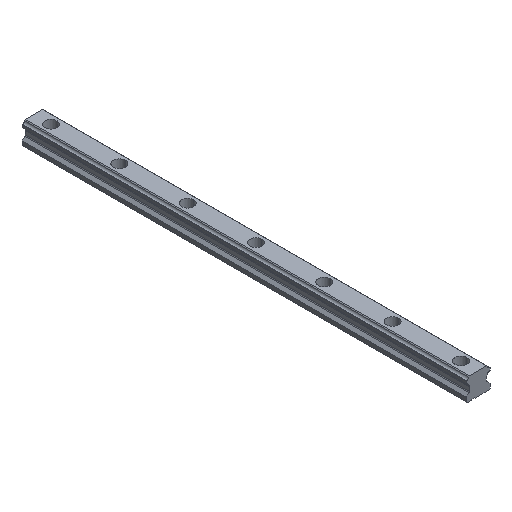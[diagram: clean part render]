
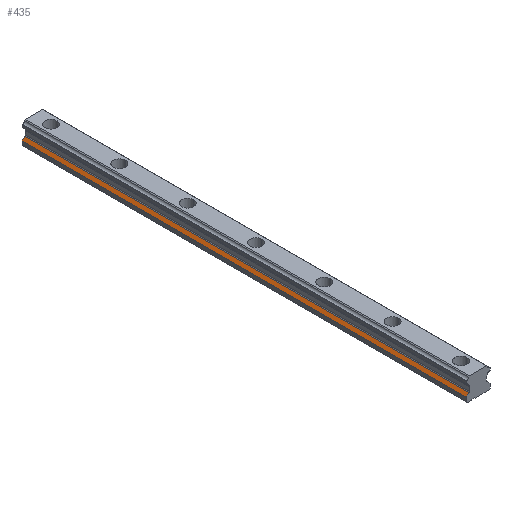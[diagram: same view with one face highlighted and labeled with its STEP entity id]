
A CAD part, isometric view. The second image highlights one B-rep face of the part: STEP entity #435.
In plain terms, the highlighted planar face has unit normal (-0.707, 0, 0.707).
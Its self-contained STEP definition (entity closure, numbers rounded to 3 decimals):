
#175 = CARTESIAN_POINT ( 'NONE',  ( -14., -260., 6. ) ) ;
#215 = CARTESIAN_POINT ( 'NONE',  ( -10.628, -260., 9.372 ) ) ;
#312 = EDGE_CURVE ( 'NONE', #2198, #458, #2185, .T. ) ;
#375 = DIRECTION ( 'NONE',  ( 0.707, 0., 0.707 ) ) ;
#435 = ADVANCED_FACE ( 'NONE', ( #778 ), #3273, .T. ) ;
#440 = LINE ( 'NONE', #673, #1647 ) ;
#458 = VERTEX_POINT ( 'NONE', #215 ) ;
#488 = VERTEX_POINT ( 'NONE', #1837 ) ;
#673 = CARTESIAN_POINT ( 'NONE',  ( -10.628, -260., 9.372 ) ) ;
#731 = VECTOR ( 'NONE', #2679, 1000. ) ;
#778 = FACE_OUTER_BOUND ( 'NONE', #3007, .T. ) ;
#900 = LINE ( 'NONE', #175, #2551 ) ;
#1015 = CARTESIAN_POINT ( 'NONE',  ( -10.628, 260., 9.372 ) ) ;
#1069 = EDGE_CURVE ( 'NONE', #488, #1599, #2474, .T. ) ;
#1199 = DIRECTION ( 'NONE',  ( 0., 1., 0. ) ) ;
#1273 = VECTOR ( 'NONE', #375, 1000. ) ;
#1395 = CARTESIAN_POINT ( 'NONE',  ( -14., 260., 6. ) ) ;
#1548 = CARTESIAN_POINT ( 'NONE',  ( -14., -260., 6. ) ) ;
#1556 = CARTESIAN_POINT ( 'NONE',  ( -14., -260., 6. ) ) ;
#1599 = VERTEX_POINT ( 'NONE', #1015 ) ;
#1647 = VECTOR ( 'NONE', #2001, 1000. ) ;
#1837 = CARTESIAN_POINT ( 'NONE',  ( -14., 260., 6. ) ) ;
#2001 = DIRECTION ( 'NONE',  ( 0., 1., 0. ) ) ;
#2043 = EDGE_CURVE ( 'NONE', #458, #1599, #440, .T. ) ;
#2185 = LINE ( 'NONE', #3194, #731 ) ;
#2198 = VERTEX_POINT ( 'NONE', #1556 ) ;
#2349 = ORIENTED_EDGE ( 'NONE', *, *, #2043, .T. ) ;
#2351 = ORIENTED_EDGE ( 'NONE', *, *, #312, .T. ) ;
#2474 = LINE ( 'NONE', #1395, #1273 ) ;
#2551 = VECTOR ( 'NONE', #1199, 1000. ) ;
#2679 = DIRECTION ( 'NONE',  ( 0.707, 0., 0.707 ) ) ;
#2778 = ORIENTED_EDGE ( 'NONE', *, *, #1069, .F. ) ;
#2782 = DIRECTION ( 'NONE',  ( -0.707, 0., 0.707 ) ) ;
#2847 = AXIS2_PLACEMENT_3D ( 'NONE', #1548, #2782, #3045 ) ;
#2860 = EDGE_CURVE ( 'NONE', #2198, #488, #900, .T. ) ;
#2944 = ORIENTED_EDGE ( 'NONE', *, *, #2860, .F. ) ;
#3007 = EDGE_LOOP ( 'NONE', ( #2778, #2944, #2351, #2349 ) ) ;
#3045 = DIRECTION ( 'NONE',  ( 0., 1., 0. ) ) ;
#3194 = CARTESIAN_POINT ( 'NONE',  ( -14., -260., 6. ) ) ;
#3273 = PLANE ( 'NONE',  #2847 ) ;
